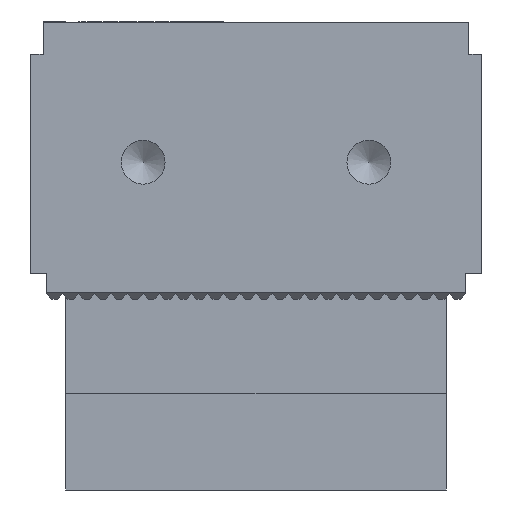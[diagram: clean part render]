
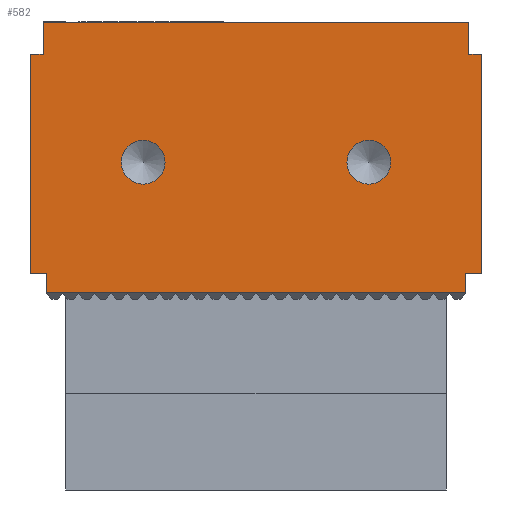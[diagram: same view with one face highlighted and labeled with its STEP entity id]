
A CAD part, left-side view. The second image highlights one B-rep face of the part: STEP entity #582.
In plain terms, the highlighted face is planar.
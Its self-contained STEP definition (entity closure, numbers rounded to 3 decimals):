
#582 = ADVANCED_FACE( '', ( #1275, #1276, #1277 ), #1278, .F. );
#1275 = FACE_BOUND( '', #2103, .T. );
#1276 = FACE_BOUND( '', #2104, .T. );
#1277 = FACE_OUTER_BOUND( '', #2105, .T. );
#1278 = PLANE( '', #2106 );
#2103 = EDGE_LOOP( '', ( #3706 ) );
#2104 = EDGE_LOOP( '', ( #3707 ) );
#2105 = EDGE_LOOP( '', ( #3708, #3709, #3710, #3711, #3712, #3713, #3714, #3715, #3716, #3717, #3718, #3719 ) );
#2106 = AXIS2_PLACEMENT_3D( '', #3720, #3721, #3722 );
#3706 = ORIENTED_EDGE( '', *, *, #5479, .F. );
#3707 = ORIENTED_EDGE( '', *, *, #5480, .T. );
#3708 = ORIENTED_EDGE( '', *, *, #5481, .F. );
#3709 = ORIENTED_EDGE( '', *, *, #5482, .T. );
#3710 = ORIENTED_EDGE( '', *, *, #5483, .F. );
#3711 = ORIENTED_EDGE( '', *, *, #5029, .F. );
#3712 = ORIENTED_EDGE( '', *, *, #5335, .T. );
#3713 = ORIENTED_EDGE( '', *, *, #5484, .F. );
#3714 = ORIENTED_EDGE( '', *, *, #5485, .F. );
#3715 = ORIENTED_EDGE( '', *, *, #5462, .F. );
#3716 = ORIENTED_EDGE( '', *, *, #5486, .F. );
#3717 = ORIENTED_EDGE( '', *, *, #4973, .F. );
#3718 = ORIENTED_EDGE( '', *, *, #5487, .F. );
#3719 = ORIENTED_EDGE( '', *, *, #5488, .F. );
#3720 = CARTESIAN_POINT( '', ( 50., -35., 43. ) );
#3721 = DIRECTION( '', ( -1., 0., 0. ) );
#3722 = DIRECTION( '', ( 0., -1., 0. ) );
#4973 = EDGE_CURVE( '', #5994, #5996, #5997, .T. );
#5029 = EDGE_CURVE( '', #6094, #6096, #6097, .T. );
#5335 = EDGE_CURVE( '', #6094, #6594, #6596, .T. );
#5462 = EDGE_CURVE( '', #6771, #6774, #6775, .T. );
#5479 = EDGE_CURVE( '', #6797, #6797, #6798, .T. );
#5480 = EDGE_CURVE( '', #6799, #6799, #6800, .T. );
#5481 = EDGE_CURVE( '', #6801, #6802, #6803, .T. );
#5482 = EDGE_CURVE( '', #6801, #6804, #6805, .T. );
#5483 = EDGE_CURVE( '', #6096, #6804, #6806, .T. );
#5484 = EDGE_CURVE( '', #6807, #6594, #6808, .T. );
#5485 = EDGE_CURVE( '', #6774, #6807, #6809, .T. );
#5486 = EDGE_CURVE( '', #5996, #6771, #6810, .T. );
#5487 = EDGE_CURVE( '', #6811, #5994, #6812, .T. );
#5488 = EDGE_CURVE( '', #6802, #6811, #6813, .T. );
#5994 = VERTEX_POINT( '', #7461 );
#5996 = VERTEX_POINT( '', #7464 );
#5997 = LINE( '', #7465, #7466 );
#6094 = VERTEX_POINT( '', #7603 );
#6096 = VERTEX_POINT( '', #7606 );
#6097 = LINE( '', #7607, #7608 );
#6594 = VERTEX_POINT( '', #8333 );
#6596 = LINE( '', #8336, #8337 );
#6771 = VERTEX_POINT( '', #8599 );
#6774 = VERTEX_POINT( '', #8603 );
#6775 = LINE( '', #8604, #8605 );
#6797 = VERTEX_POINT( '', #8637 );
#6798 = CIRCLE( '', #8638, 3.4 );
#6799 = VERTEX_POINT( '', #8639 );
#6800 = CIRCLE( '', #8640, 3.4 );
#6801 = VERTEX_POINT( '', #8641 );
#6802 = VERTEX_POINT( '', #8642 );
#6803 = LINE( '', #8643, #8644 );
#6804 = VERTEX_POINT( '', #8645 );
#6805 = LINE( '', #8646, #8647 );
#6806 = LINE( '', #8648, #8649 );
#6807 = VERTEX_POINT( '', #8650 );
#6808 = LINE( '', #8651, #8652 );
#6809 = LINE( '', #8653, #8654 );
#6810 = LINE( '', #8655, #8656 );
#6811 = VERTEX_POINT( '', #8657 );
#6812 = LINE( '', #8658, #8659 );
#6813 = LINE( '', #8660, #8661 );
#7461 = CARTESIAN_POINT( '', ( 50., 33., 43. ) );
#7464 = CARTESIAN_POINT( '', ( 50., 33., 38. ) );
#7465 = CARTESIAN_POINT( '', ( 50., 33., 43. ) );
#7466 = VECTOR( '', #9239, 1000. );
#7603 = CARTESIAN_POINT( '', ( 50., -32.5, 1. ) );
#7606 = CARTESIAN_POINT( '', ( 50., -32.5, 4. ) );
#7607 = CARTESIAN_POINT( '', ( 50., -32.5, 0. ) );
#7608 = VECTOR( '', #9290, 1000. );
#8333 = CARTESIAN_POINT( '', ( 50., 32.5, 1. ) );
#8336 = CARTESIAN_POINT( '', ( 50., -35., 1. ) );
#8337 = VECTOR( '', #9568, 1000. );
#8599 = CARTESIAN_POINT( '', ( 50., 35., 38. ) );
#8603 = CARTESIAN_POINT( '', ( 50., 35., 4. ) );
#8604 = CARTESIAN_POINT( '', ( 50., 35., 43. ) );
#8605 = VECTOR( '', #9690, 1000. );
#8637 = CARTESIAN_POINT( '', ( 50., 17.5, 17.85 ) );
#8638 = AXIS2_PLACEMENT_3D( '', #9704, #9705, #9706 );
#8639 = CARTESIAN_POINT( '', ( 50., -17.5, 17.85 ) );
#8640 = AXIS2_PLACEMENT_3D( '', #9707, #9708, #9709 );
#8641 = CARTESIAN_POINT( '', ( 50., -35., 38. ) );
#8642 = CARTESIAN_POINT( '', ( 50., -33., 38. ) );
#8643 = CARTESIAN_POINT( '', ( 50., -35., 38. ) );
#8644 = VECTOR( '', #9710, 1000. );
#8645 = CARTESIAN_POINT( '', ( 50., -35., 4. ) );
#8646 = CARTESIAN_POINT( '', ( 50., -35., 43. ) );
#8647 = VECTOR( '', #9711, 1000. );
#8648 = CARTESIAN_POINT( '', ( 50., -32.5, 4. ) );
#8649 = VECTOR( '', #9712, 1000. );
#8650 = CARTESIAN_POINT( '', ( 50., 32.5, 4. ) );
#8651 = CARTESIAN_POINT( '', ( 50., 32.5, 4. ) );
#8652 = VECTOR( '', #9713, 1000. );
#8653 = CARTESIAN_POINT( '', ( 50., 35., 4. ) );
#8654 = VECTOR( '', #9714, 1000. );
#8655 = CARTESIAN_POINT( '', ( 50., 33., 38. ) );
#8656 = VECTOR( '', #9715, 1000. );
#8657 = CARTESIAN_POINT( '', ( 50., -33., 43. ) );
#8658 = CARTESIAN_POINT( '', ( 50., -35., 43. ) );
#8659 = VECTOR( '', #9716, 1000. );
#8660 = CARTESIAN_POINT( '', ( 50., -33., 38. ) );
#8661 = VECTOR( '', #9717, 1000. );
#9239 = DIRECTION( '', ( 0., 0., -1. ) );
#9290 = DIRECTION( '', ( 0., 0., 1. ) );
#9568 = DIRECTION( '', ( 0., 1., 0. ) );
#9690 = DIRECTION( '', ( 0., 0., -1. ) );
#9704 = CARTESIAN_POINT( '', ( 50., 17.5, 21.25 ) );
#9705 = DIRECTION( '', ( 1., 0., 0. ) );
#9706 = DIRECTION( '', ( 0., 0., -1. ) );
#9707 = CARTESIAN_POINT( '', ( 50., -17.5, 21.25 ) );
#9708 = DIRECTION( '', ( -1., 0., 0. ) );
#9709 = DIRECTION( '', ( 0., 0., -1. ) );
#9710 = DIRECTION( '', ( 0., 1., 0. ) );
#9711 = DIRECTION( '', ( 0., 0., -1. ) );
#9712 = DIRECTION( '', ( 0., -1., 0. ) );
#9713 = DIRECTION( '', ( 0., 0., -1. ) );
#9714 = DIRECTION( '', ( 0., -1., 0. ) );
#9715 = DIRECTION( '', ( 0., 1., 0. ) );
#9716 = DIRECTION( '', ( 0., 1., 0. ) );
#9717 = DIRECTION( '', ( 0., 0., 1. ) );
